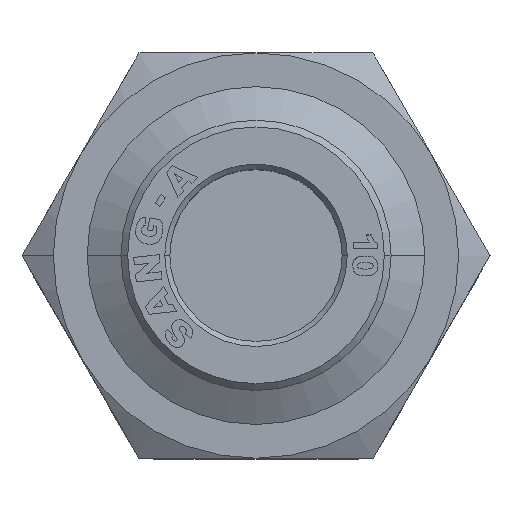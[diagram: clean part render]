
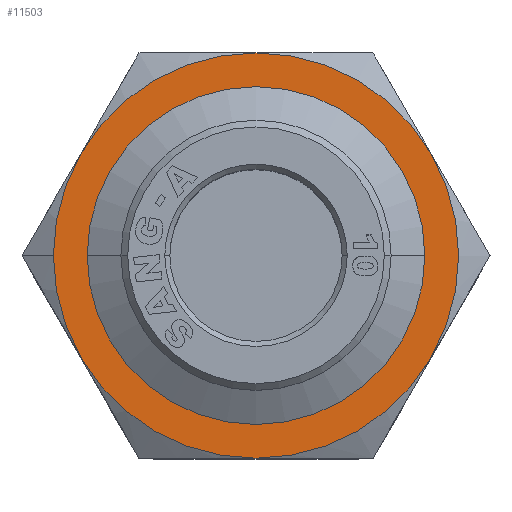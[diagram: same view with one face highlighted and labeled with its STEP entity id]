
A CAD part, top view. The second image highlights one B-rep face of the part: STEP entity #11503.
In plain terms, the highlighted planar face has unit normal (0, 0, 1).
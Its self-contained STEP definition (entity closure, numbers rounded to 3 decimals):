
#115 = ORIENTED_EDGE ( 'NONE', *, *, #7770, .F. ) ;
#539 = AXIS2_PLACEMENT_3D ( 'NONE', #8355, #13236, #9737 ) ;
#705 = ORIENTED_EDGE ( 'NONE', *, *, #1417, .F. ) ;
#719 = CARTESIAN_POINT ( 'NONE',  ( -12., 0., 8.2 ) ) ;
#859 = CIRCLE ( 'NONE', #10099, 12. ) ;
#1417 = EDGE_CURVE ( 'NONE', #2055, #7276, #859, .T. ) ;
#1703 = DIRECTION ( 'NONE',  ( 0., 0., -1. ) ) ;
#1723 = AXIS2_PLACEMENT_3D ( 'NONE', #9240, #11629, #14091 ) ;
#1759 = VERTEX_POINT ( 'NONE', #3350 ) ;
#1864 = CARTESIAN_POINT ( 'NONE',  ( 0., 0., 8.2 ) ) ;
#2055 = VERTEX_POINT ( 'NONE', #8521 ) ;
#2072 = ORIENTED_EDGE ( 'NONE', *, *, #13977, .F. ) ;
#2376 = ORIENTED_EDGE ( 'NONE', *, *, #4023, .F. ) ;
#2462 = EDGE_CURVE ( 'NONE', #12158, #5038, #15201, .T. ) ;
#2539 = DIRECTION ( 'NONE',  ( 1., 0., 0. ) ) ;
#2656 = EDGE_LOOP ( 'NONE', ( #2376, #14711 ) ) ;
#3120 = DIRECTION ( 'NONE',  ( 0., 0., 1. ) ) ;
#3229 = DIRECTION ( 'NONE',  ( -1., 0., 0. ) ) ;
#3350 = CARTESIAN_POINT ( 'NONE',  ( -10., 0., 8.2 ) ) ;
#3716 = CIRCLE ( 'NONE', #8212, 10. ) ;
#4023 = EDGE_CURVE ( 'NONE', #10275, #1759, #3716, .T. ) ;
#4638 = EDGE_LOOP ( 'NONE', ( #2072, #115, #705, #13448, #14378, #8684, #14539 ) ) ;
#4839 = CARTESIAN_POINT ( 'NONE',  ( 0., 12., 8.2 ) ) ;
#5038 = VERTEX_POINT ( 'NONE', #8517 ) ;
#5066 = DIRECTION ( 'NONE',  ( -1., 0., 0. ) ) ;
#5404 = CIRCLE ( 'NONE', #11120, 12. ) ;
#5464 = DIRECTION ( 'NONE',  ( 0., 0., -1. ) ) ;
#5723 = DIRECTION ( 'NONE',  ( -1., 0., 0. ) ) ;
#5972 = CARTESIAN_POINT ( 'NONE',  ( -10.392, 6., 8.2 ) ) ;
#6164 = AXIS2_PLACEMENT_3D ( 'NONE', #10927, #7147, #8505 ) ;
#6450 = CIRCLE ( 'NONE', #7667, 12. ) ;
#6898 = CIRCLE ( 'NONE', #10992, 10. ) ;
#7014 = FACE_BOUND ( 'NONE', #2656, .T. ) ;
#7147 = DIRECTION ( 'NONE',  ( 0., 0., -1. ) ) ;
#7276 = VERTEX_POINT ( 'NONE', #719 ) ;
#7586 = EDGE_CURVE ( 'NONE', #1759, #10275, #6898, .T. ) ;
#7589 = AXIS2_PLACEMENT_3D ( 'NONE', #9209, #12916, #3229 ) ;
#7664 = DIRECTION ( 'NONE',  ( -1., 0., 0. ) ) ;
#7667 = AXIS2_PLACEMENT_3D ( 'NONE', #10460, #14112, #5723 ) ;
#7770 = EDGE_CURVE ( 'NONE', #7276, #10132, #8002, .T. ) ;
#7772 = DIRECTION ( 'NONE',  ( -1., 0., 0. ) ) ;
#8002 = CIRCLE ( 'NONE', #7589, 12. ) ;
#8212 = AXIS2_PLACEMENT_3D ( 'NONE', #13332, #12126, #2539 ) ;
#8355 = CARTESIAN_POINT ( 'NONE',  ( 0., 0., 8.2 ) ) ;
#8505 = DIRECTION ( 'NONE',  ( -1., 0., 0. ) ) ;
#8517 = CARTESIAN_POINT ( 'NONE',  ( 10.392, -6., 8.2 ) ) ;
#8521 = CARTESIAN_POINT ( 'NONE',  ( -10.392, -6., 8.2 ) ) ;
#8684 = ORIENTED_EDGE ( 'NONE', *, *, #2462, .F. ) ;
#8692 = CIRCLE ( 'NONE', #539, 12. ) ;
#9106 = DIRECTION ( 'NONE',  ( 1., 0., 0. ) ) ;
#9209 = CARTESIAN_POINT ( 'NONE',  ( 0., 0., 8.2 ) ) ;
#9240 = CARTESIAN_POINT ( 'NONE',  ( 0., 0., 8.2 ) ) ;
#9445 = EDGE_CURVE ( 'NONE', #14199, #2055, #8692, .T. ) ;
#9516 = VERTEX_POINT ( 'NONE', #4839 ) ;
#9737 = DIRECTION ( 'NONE',  ( -1., 0., 0. ) ) ;
#10099 = AXIS2_PLACEMENT_3D ( 'NONE', #10750, #13312, #5066 ) ;
#10132 = VERTEX_POINT ( 'NONE', #5972 ) ;
#10275 = VERTEX_POINT ( 'NONE', #13716 ) ;
#10450 = AXIS2_PLACEMENT_3D ( 'NONE', #1864, #5464, #7772 ) ;
#10460 = CARTESIAN_POINT ( 'NONE',  ( 0., 0., 8.2 ) ) ;
#10750 = CARTESIAN_POINT ( 'NONE',  ( 0., 0., 8.2 ) ) ;
#10927 = CARTESIAN_POINT ( 'NONE',  ( 0., 0., 8.2 ) ) ;
#10992 = AXIS2_PLACEMENT_3D ( 'NONE', #11442, #3120, #9106 ) ;
#11120 = AXIS2_PLACEMENT_3D ( 'NONE', #13694, #1703, #7664 ) ;
#11442 = CARTESIAN_POINT ( 'NONE',  ( 0., 0., 8.2 ) ) ;
#11503 = ADVANCED_FACE ( 'NONE', ( #7014, #14131 ), #13895, .F. ) ;
#11629 = DIRECTION ( 'NONE',  ( 0., 0., -1. ) ) ;
#12126 = DIRECTION ( 'NONE',  ( 0., 0., 1. ) ) ;
#12158 = VERTEX_POINT ( 'NONE', #13289 ) ;
#12916 = DIRECTION ( 'NONE',  ( 0., 0., -1. ) ) ;
#13067 = EDGE_CURVE ( 'NONE', #5038, #14199, #6450, .T. ) ;
#13236 = DIRECTION ( 'NONE',  ( 0., 0., -1. ) ) ;
#13289 = CARTESIAN_POINT ( 'NONE',  ( 10.392, 6., 8.2 ) ) ;
#13312 = DIRECTION ( 'NONE',  ( 0., 0., -1. ) ) ;
#13332 = CARTESIAN_POINT ( 'NONE',  ( 0., 0., 8.2 ) ) ;
#13448 = ORIENTED_EDGE ( 'NONE', *, *, #9445, .F. ) ;
#13694 = CARTESIAN_POINT ( 'NONE',  ( 0., 0., 8.2 ) ) ;
#13716 = CARTESIAN_POINT ( 'NONE',  ( 10., 0., 8.2 ) ) ;
#13895 = PLANE ( 'NONE',  #1723 ) ;
#13913 = CIRCLE ( 'NONE', #10450, 12. ) ;
#13977 = EDGE_CURVE ( 'NONE', #10132, #9516, #13913, .T. ) ;
#14091 = DIRECTION ( 'NONE',  ( -1., 0., 0. ) ) ;
#14112 = DIRECTION ( 'NONE',  ( 0., 0., -1. ) ) ;
#14131 = FACE_OUTER_BOUND ( 'NONE', #4638, .T. ) ;
#14199 = VERTEX_POINT ( 'NONE', #15360 ) ;
#14378 = ORIENTED_EDGE ( 'NONE', *, *, #13067, .F. ) ;
#14539 = ORIENTED_EDGE ( 'NONE', *, *, #14710, .F. ) ;
#14710 = EDGE_CURVE ( 'NONE', #9516, #12158, #5404, .T. ) ;
#14711 = ORIENTED_EDGE ( 'NONE', *, *, #7586, .F. ) ;
#15201 = CIRCLE ( 'NONE', #6164, 12. ) ;
#15360 = CARTESIAN_POINT ( 'NONE',  ( 0., -12., 8.2 ) ) ;
